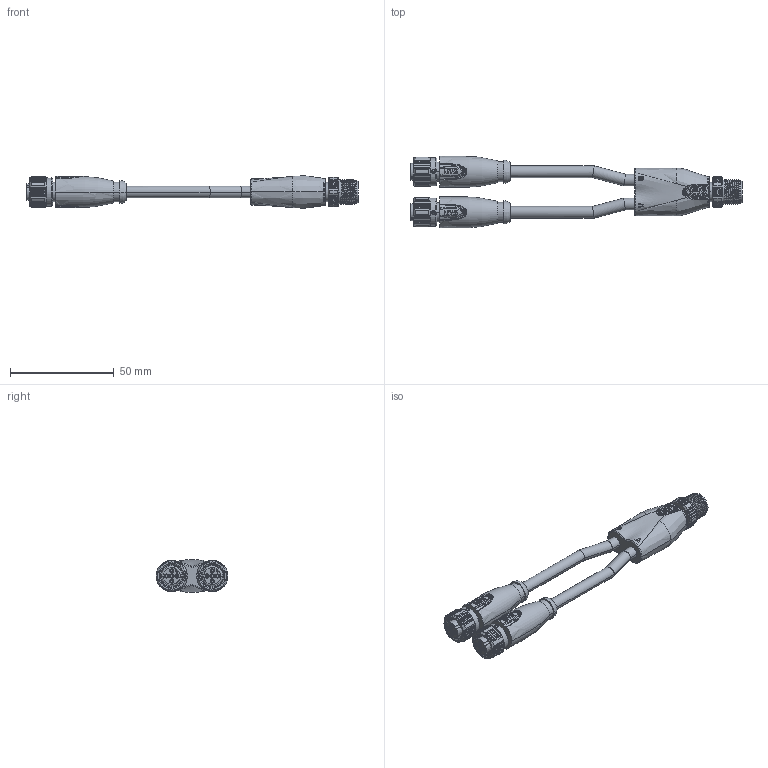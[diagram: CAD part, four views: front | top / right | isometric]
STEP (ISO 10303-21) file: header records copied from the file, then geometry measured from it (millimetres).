
FILE_DESCRIPTION((''),'2;1');
FILE_NAME('3D','2024-03-19T',('13539'),(''),'PRO/ENGINEER BY PARAMETRIC TECHNOLOGY CORPORATION, 2012480','PRO/ENGINEER BY PARAMETRIC TECHNOLOGY CORPORATION, 2012480','');
FILE_SCHEMA(('CONFIG_CONTROL_DESIGN'));
Products named in the file (1): 3D
Bounding box: 159.7 x 34.5 x 15.48 mm (x, y, z)
Volume: 25943.1 mm3; surface area: 13812.6 mm2
Topology: 1 solids, 6 shells, 1587 faces, 4516 edges, 3011 vertices
Faces by surface type: plane 772, cylinder 515, bspline 126, cone 80, extrusion 53, revolution 20, torus 11, sphere 10
Entity records: 78765 total; most frequent: CARTESIAN_POINT 39538, ORIENTED_EDGE 8996, DIRECTION 7219, EDGE_CURVE 4498, VERTEX_POINT 3011, AXIS2_PLACEMENT_3D 2853, EDGE_LOOP 1701, B_SPLINE_CURVE_WITH_KNOTS 1666
